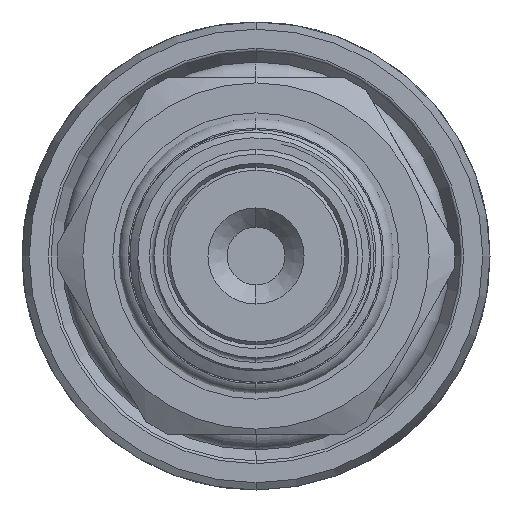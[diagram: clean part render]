
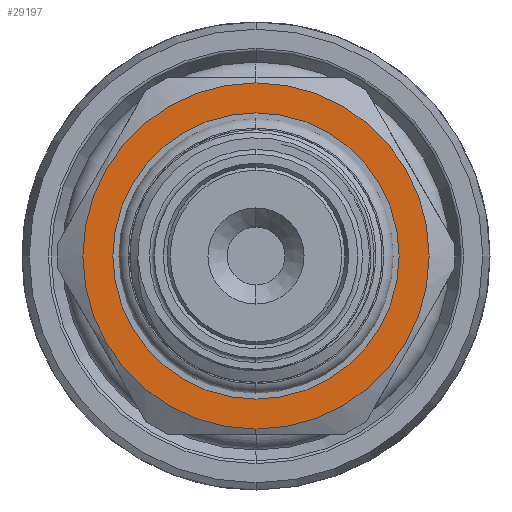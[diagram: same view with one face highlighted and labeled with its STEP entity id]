
A CAD part, left-side view. The second image highlights one B-rep face of the part: STEP entity #29197.
In plain terms, the highlighted planar face has unit normal (-1, 0, 0).
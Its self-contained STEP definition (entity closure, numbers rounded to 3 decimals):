
#5181 = FACE_OUTER_BOUND ( 'NONE', #23295, .T. ) ;
#5188 = FACE_BOUND ( 'NONE', #23292, .T. ) ;
#6170 = CARTESIAN_POINT ( 'NONE',  ( 14.93, 0., -10.8 ) ) ;
#6171 = CARTESIAN_POINT ( 'NONE',  ( 14.93, 0., 10.8 ) ) ;
#6356 = CARTESIAN_POINT ( 'NONE',  ( 14.93, 0., 8.93 ) ) ;
#6358 = CARTESIAN_POINT ( 'NONE',  ( 14.93, 0., -8.93 ) ) ;
#8104 = AXIS2_PLACEMENT_3D ( 'NONE', #19865, #19870, #19871 ) ;
#16576 = VERTEX_POINT ( 'NONE', #6170 ) ;
#16577 = VERTEX_POINT ( 'NONE', #6171 ) ;
#19337 = AXIS2_PLACEMENT_3D ( 'NONE', #24055, #24056, #24057 ) ;
#19341 = AXIS2_PLACEMENT_3D ( 'NONE', #24007, #24008, #24009 ) ;
#19361 = AXIS2_PLACEMENT_3D ( 'NONE', #23499, #23501, #23503 ) ;
#19393 = AXIS2_PLACEMENT_3D ( 'NONE', #23541, #23542, #23544 ) ;
#19865 = CARTESIAN_POINT ( 'NONE',  ( 14.93, 8.93, 0. ) ) ;
#19868 = PLANE ( 'NONE',  #8104 ) ;
#19870 = DIRECTION ( 'NONE',  ( 1., 0., 0. ) ) ;
#19871 = DIRECTION ( 'NONE',  ( 0., 0., -1. ) ) ;
#22234 = CIRCLE ( 'NONE', #19361, 10.8 ) ;
#22238 = CIRCLE ( 'NONE', #19393, 8.93 ) ;
#22318 = CIRCLE ( 'NONE', #19341, 8.93 ) ;
#22328 = CIRCLE ( 'NONE', #19337, 10.8 ) ;
#23292 = EDGE_LOOP ( 'NONE', ( #25772, #25773 ) ) ;
#23295 = EDGE_LOOP ( 'NONE', ( #25774, #25775 ) ) ;
#23499 = CARTESIAN_POINT ( 'NONE',  ( 14.93, 0., 0. ) ) ;
#23501 = DIRECTION ( 'NONE',  ( -1., 0., 0. ) ) ;
#23503 = DIRECTION ( 'NONE',  ( 0., 0., 1. ) ) ;
#23541 = CARTESIAN_POINT ( 'NONE',  ( 14.93, 0., 0. ) ) ;
#23542 = DIRECTION ( 'NONE',  ( -1., 0., 0. ) ) ;
#23544 = DIRECTION ( 'NONE',  ( 0., 0., 1. ) ) ;
#24007 = CARTESIAN_POINT ( 'NONE',  ( 14.93, 0., 0. ) ) ;
#24008 = DIRECTION ( 'NONE',  ( -1., 0., 0. ) ) ;
#24009 = DIRECTION ( 'NONE',  ( 0., 0., 1. ) ) ;
#24055 = CARTESIAN_POINT ( 'NONE',  ( 14.93, 0., 0. ) ) ;
#24056 = DIRECTION ( 'NONE',  ( -1., 0., 0. ) ) ;
#24057 = DIRECTION ( 'NONE',  ( 0., 0., 1. ) ) ;
#25772 = ORIENTED_EDGE ( 'NONE', *, *, #30716, .F. ) ;
#25773 = ORIENTED_EDGE ( 'NONE', *, *, #30642, .F. ) ;
#25774 = ORIENTED_EDGE ( 'NONE', *, *, #30637, .T. ) ;
#25775 = ORIENTED_EDGE ( 'NONE', *, *, #30726, .T. ) ;
#26838 = VERTEX_POINT ( 'NONE', #6356 ) ;
#26840 = VERTEX_POINT ( 'NONE', #6358 ) ;
#29197 = ADVANCED_FACE ( 'NONE', ( #5188, #5181 ), #19868, .F. ) ;
#30637 = EDGE_CURVE ( 'NONE', #16576, #16577, #22234, .T. ) ;
#30642 = EDGE_CURVE ( 'NONE', #26840, #26838, #22238, .T. ) ;
#30716 = EDGE_CURVE ( 'NONE', #26838, #26840, #22318, .T. ) ;
#30726 = EDGE_CURVE ( 'NONE', #16577, #16576, #22328, .T. ) ;
